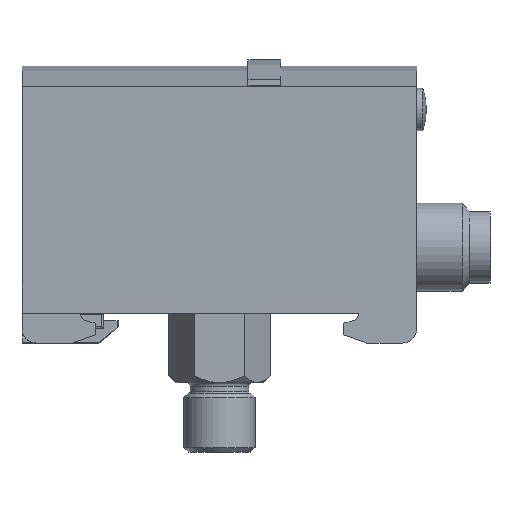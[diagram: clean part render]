
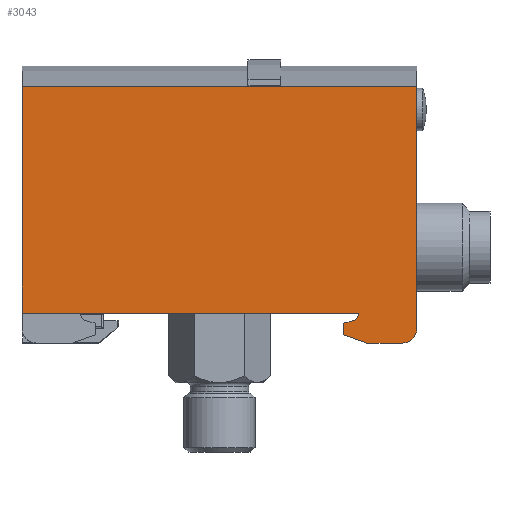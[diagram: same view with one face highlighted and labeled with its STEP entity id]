
A CAD part, left-side view. The second image highlights one B-rep face of the part: STEP entity #3043.
In plain terms, the highlighted planar face has unit normal (-1, 0, 0).
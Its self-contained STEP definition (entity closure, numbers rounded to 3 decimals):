
#113=PLANE('',#3253);
#206=LINE('',#4364,#404);
#209=LINE('',#4370,#407);
#212=LINE('',#4376,#410);
#215=LINE('',#4382,#413);
#218=LINE('',#4397,#416);
#248=LINE('',#4488,#446);
#251=LINE('',#4492,#449);
#252=LINE('',#4495,#450);
#404=VECTOR('',#3603,1000.);
#407=VECTOR('',#3608,1000.);
#410=VECTOR('',#3613,1000.);
#413=VECTOR('',#3618,1000.);
#416=VECTOR('',#3633,1000.);
#446=VECTOR('',#3727,1000.);
#449=VECTOR('',#3732,1000.);
#450=VECTOR('',#3735,1000.);
#817=ORIENTED_EDGE('',*,*,#1349,.F.);
#818=ORIENTED_EDGE('',*,*,#1352,.F.);
#819=ORIENTED_EDGE('',*,*,#1353,.F.);
#820=ORIENTED_EDGE('',*,*,#1290,.F.);
#821=ORIENTED_EDGE('',*,*,#1293,.F.);
#822=ORIENTED_EDGE('',*,*,#1296,.F.);
#823=ORIENTED_EDGE('',*,*,#1299,.T.);
#824=ORIENTED_EDGE('',*,*,#1302,.T.);
#825=ORIENTED_EDGE('',*,*,#1354,.T.);
#826=ORIENTED_EDGE('',*,*,#1306,.F.);
#1290=EDGE_CURVE('',#1586,#1584,#206,.T.);
#1293=EDGE_CURVE('',#1588,#1586,#209,.T.);
#1296=EDGE_CURVE('',#1590,#1588,#212,.T.);
#1299=EDGE_CURVE('',#1590,#1592,#215,.T.);
#1302=EDGE_CURVE('',#1592,#1594,#1768,.F.);
#1306=EDGE_CURVE('',#1598,#1595,#218,.T.);
#1349=EDGE_CURVE('',#1627,#1598,#248,.T.);
#1352=EDGE_CURVE('',#1628,#1627,#251,.T.);
#1353=EDGE_CURVE('',#1584,#1628,#1784,.F.);
#1354=EDGE_CURVE('',#1594,#1595,#252,.T.);
#1584=VERTEX_POINT('',#4359);
#1586=VERTEX_POINT('',#4363);
#1588=VERTEX_POINT('',#4369);
#1590=VERTEX_POINT('',#4375);
#1592=VERTEX_POINT('',#4381);
#1594=VERTEX_POINT('',#4387);
#1595=VERTEX_POINT('',#4391);
#1598=VERTEX_POINT('',#4396);
#1627=VERTEX_POINT('',#4487);
#1628=VERTEX_POINT('',#4493);
#1768=CIRCLE('',#3217,2.);
#1784=CIRCLE('',#3254,1.1);
#1915=EDGE_LOOP('',(#817,#818,#819,#820,#821,#822,#823,#824,#825,#826));
#2105=FACE_BOUND('',#1915,.T.);
#3043=ADVANCED_FACE('',(#2105),#113,.F.);
#3217=AXIS2_PLACEMENT_3D('',#4388,#3624,#3625);
#3253=AXIS2_PLACEMENT_3D('',#4491,#3730,#3731);
#3254=AXIS2_PLACEMENT_3D('',#4494,#3733,#3734);
#3603=DIRECTION('',(0.,-0.966,0.259));
#3608=DIRECTION('',(0.,0.,1.));
#3613=DIRECTION('',(0.,0.94,0.342));
#3618=DIRECTION('',(0.,-1.,0.));
#3624=DIRECTION('',(1.,0.,0.));
#3625=DIRECTION('',(0.,0.,-1.));
#3633=DIRECTION('',(0.,-1.,0.));
#3727=DIRECTION('',(0.,0.,1.));
#3730=DIRECTION('',(1.,0.,0.));
#3731=DIRECTION('',(0.,0.,-1.));
#3732=DIRECTION('',(0.,1.,0.));
#3733=DIRECTION('',(1.,0.,0.));
#3734=DIRECTION('',(0.,0.,-1.));
#3735=DIRECTION('',(0.,0.,1.));
#4359=CARTESIAN_POINT('',(-16.,8.563,-15.895));
#4363=CARTESIAN_POINT('',(-16.,10.,-16.28));
#4364=CARTESIAN_POINT('',(-16.,51.733,-27.462));
#4369=CARTESIAN_POINT('',(-16.,10.,-17.85));
#4370=CARTESIAN_POINT('',(-16.,10.,-19.));
#4375=CARTESIAN_POINT('',(-16.,6.84,-19.));
#4376=CARTESIAN_POINT('',(-16.,48.483,-3.843));
#4381=CARTESIAN_POINT('',(-16.,2.,-19.));
#4382=CARTESIAN_POINT('',(-16.,54.,-19.));
#4387=CARTESIAN_POINT('',(-16.,0.,-17.));
#4388=CARTESIAN_POINT('',(-16.,2.,-17.));
#4391=CARTESIAN_POINT('',(-16.,0.,16.105));
#4396=CARTESIAN_POINT('',(-16.,54.,16.105));
#4397=CARTESIAN_POINT('',(-16.,54.,16.105));
#4487=CARTESIAN_POINT('',(-16.,54.,-14.9));
#4488=CARTESIAN_POINT('',(-16.,54.,-19.));
#4491=CARTESIAN_POINT('',(-16.,54.,-19.));
#4492=CARTESIAN_POINT('',(-16.,54.,-14.9));
#4493=CARTESIAN_POINT('',(-16.,8.,-14.9));
#4494=CARTESIAN_POINT('',(-16.,9.099,-14.935));
#4495=CARTESIAN_POINT('',(-16.,0.,-19.));
